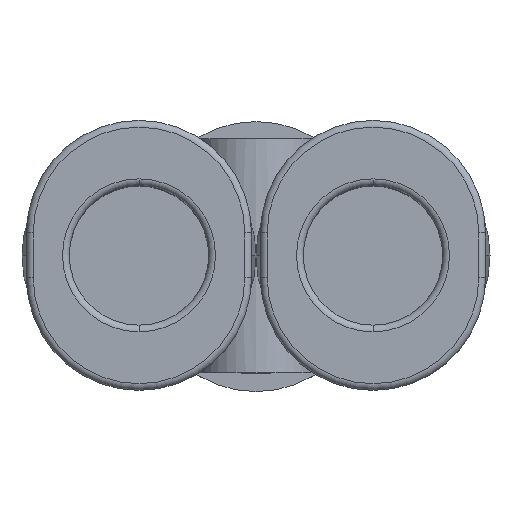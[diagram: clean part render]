
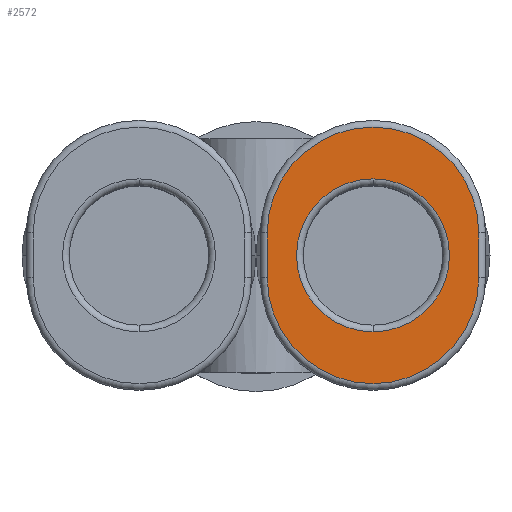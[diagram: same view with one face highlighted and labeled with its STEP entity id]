
A CAD part, top view. The second image highlights one B-rep face of the part: STEP entity #2572.
In plain terms, the highlighted planar face has unit normal (0, 0, 1).
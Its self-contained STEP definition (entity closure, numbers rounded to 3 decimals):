
#1515=CARTESIAN_POINT('',(5.2,-3.4,15.7));
#1516=VERTEX_POINT('',#1515);
#1526=CARTESIAN_POINT('',(5.2,3.4,15.7));
#1527=VERTEX_POINT('',#1526);
#1528=CARTESIAN_POINT('',(5.2,0.,15.7));
#1529=DIRECTION('',(0.0,0.0,1.0));
#1530=DIRECTION('',(0.0,-1.0,0.0));
#1531=AXIS2_PLACEMENT_3D('',#1528,#1529,#1530);
#1532=CIRCLE('',#1531,3.4);
#1533=EDGE_CURVE('',#1516,#1527,#1532,.T.);
#2368=CARTESIAN_POINT('',(9.9,-1.,15.7));
#2369=VERTEX_POINT('',#2368);
#2370=CARTESIAN_POINT('',(0.5,-1.,15.7));
#2371=VERTEX_POINT('',#2370);
#2372=CARTESIAN_POINT('',(5.2,-1.,15.7));
#2373=DIRECTION('',(0.,0.,-1.0));
#2374=DIRECTION('',(0.,-1.0,0.));
#2375=AXIS2_PLACEMENT_3D('',#2372,#2373,#2374);
#2376=CIRCLE('',#2375,4.7);
#2377=EDGE_CURVE('',#2369,#2371,#2376,.T.);
#2412=CARTESIAN_POINT('',(0.5,1.,15.7));
#2413=VERTEX_POINT('',#2412);
#2414=CARTESIAN_POINT('',(0.5,-1.,15.7));
#2415=DIRECTION('',(0.0,1.0,0.0));
#2416=VECTOR('',#2415,2.0);
#2417=LINE('',#2414,#2416);
#2418=EDGE_CURVE('',#2371,#2413,#2417,.T.);
#2452=CARTESIAN_POINT('',(9.9,1.,15.7));
#2453=VERTEX_POINT('',#2452);
#2461=CARTESIAN_POINT('',(9.9,1.,15.7));
#2462=DIRECTION('',(0.0,-1.0,0.0));
#2463=VECTOR('',#2462,2.);
#2464=LINE('',#2461,#2463);
#2465=EDGE_CURVE('',#2453,#2369,#2464,.T.);
#2476=CARTESIAN_POINT('',(5.2,1.,15.7));
#2477=DIRECTION('',(0.0,0.0,-1.0));
#2478=DIRECTION('',(0.0,1.0,0.0));
#2479=AXIS2_PLACEMENT_3D('',#2476,#2477,#2478);
#2480=CIRCLE('',#2479,4.7);
#2481=EDGE_CURVE('',#2413,#2453,#2480,.T.);
#2551=CARTESIAN_POINT('',(5.2,0.,15.7));
#2552=DIRECTION('',(0.0,0.0,-1.0));
#2553=DIRECTION('',(0.0,-1.0,0.0));
#2554=AXIS2_PLACEMENT_3D('',#2551,#2552,#2553);
#2555=PLANE('',#2554);
#2556=ORIENTED_EDGE('',*,*,#2377,.F.);
#2557=ORIENTED_EDGE('',*,*,#2465,.F.);
#2558=ORIENTED_EDGE('',*,*,#2481,.F.);
#2559=ORIENTED_EDGE('',*,*,#2418,.F.);
#2560=EDGE_LOOP('',(#2556,#2557,#2558,#2559));
#2561=FACE_OUTER_BOUND('',#2560,.T.);
#2562=CARTESIAN_POINT('',(5.2,0.,15.7));
#2563=DIRECTION('',(0.0,0.0,1.0));
#2564=DIRECTION('',(0.0,-1.0,0.0));
#2565=AXIS2_PLACEMENT_3D('',#2562,#2563,#2564);
#2566=CIRCLE('',#2565,3.4);
#2567=EDGE_CURVE('',#1527,#1516,#2566,.T.);
#2568=ORIENTED_EDGE('',*,*,#2567,.F.);
#2569=ORIENTED_EDGE('',*,*,#1533,.F.);
#2570=EDGE_LOOP('',(#2568,#2569));
#2571=FACE_BOUND('',#2570,.T.);
#2572=ADVANCED_FACE('',(#2561,#2571),#2555,.F.);
